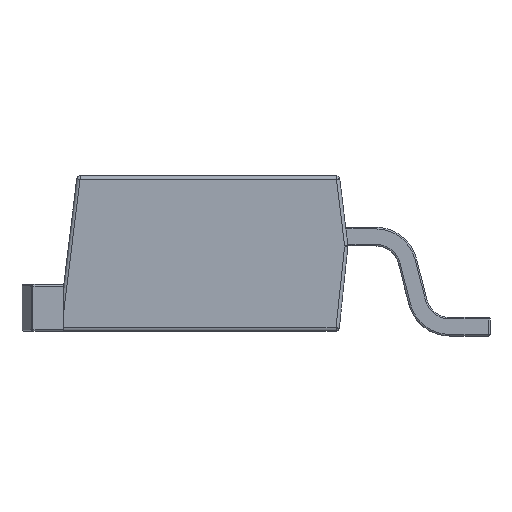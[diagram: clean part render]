
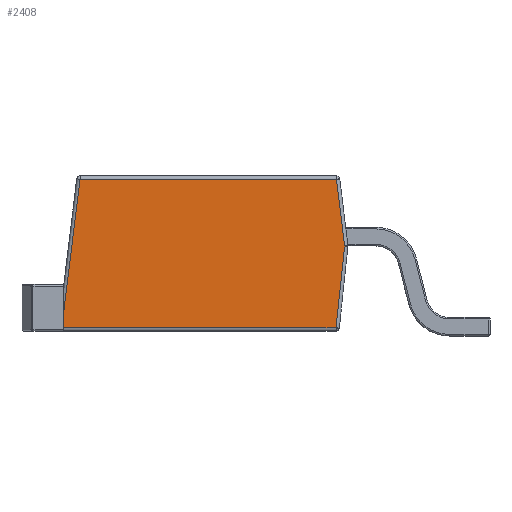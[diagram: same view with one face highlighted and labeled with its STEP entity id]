
A CAD part, left-side view. The second image highlights one B-rep face of the part: STEP entity #2408.
In plain terms, the highlighted planar face has unit normal (-1, 0, 0).
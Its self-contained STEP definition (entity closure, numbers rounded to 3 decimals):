
#477 = DIRECTION ( 'NONE',  ( 0., 0., -1. ) ) ;
#780 = CARTESIAN_POINT ( 'NONE',  ( -5.08, -3.963, 4.826 ) ) ;
#892 = FACE_OUTER_BOUND ( 'NONE', #9381, .T. ) ;
#1228 = VERTEX_POINT ( 'NONE', #6079 ) ;
#1687 = PLANE ( 'NONE',  #1820 ) ;
#1820 = AXIS2_PLACEMENT_3D ( 'NONE', #11164, #10033, #477 ) ;
#1896 = CARTESIAN_POINT ( 'NONE',  ( -5.08, -4.442, 4.857 ) ) ;
#2215 = ORIENTED_EDGE ( 'NONE', *, *, #14682, .T. ) ;
#2408 = ADVANCED_FACE ( 'NONE', ( #892 ), #1687, .F. ) ;
#2419 = VECTOR ( 'NONE', #11321, 1000. ) ;
#2611 = LINE ( 'NONE', #13528, #13632 ) ;
#2853 = DIRECTION ( 'NONE',  ( 0., 0., -1. ) ) ;
#2874 = ORIENTED_EDGE ( 'NONE', *, *, #5009, .T. ) ;
#3141 = VECTOR ( 'NONE', #2853, 1000. ) ;
#3146 = ORIENTED_EDGE ( 'NONE', *, *, #9364, .T. ) ;
#3339 = CARTESIAN_POINT ( 'NONE',  ( -5.08, 4.32, 0.749 ) ) ;
#3659 = VERTEX_POINT ( 'NONE', #12345 ) ;
#4829 = CARTESIAN_POINT ( 'NONE',  ( -5.08, 4.32, 0.25 ) ) ;
#5009 = EDGE_CURVE ( 'NONE', #3659, #1228, #8620, .T. ) ;
#5469 = ORIENTED_EDGE ( 'NONE', *, *, #8345, .T. ) ;
#5479 = CARTESIAN_POINT ( 'NONE',  ( -5.08, -4.048, 0.25 ) ) ;
#5547 = ORIENTED_EDGE ( 'NONE', *, *, #8389, .T. ) ;
#6079 = CARTESIAN_POINT ( 'NONE',  ( -5.08, -3.97, 4.77 ) ) ;
#6514 = LINE ( 'NONE', #8757, #3141 ) ;
#6824 = DIRECTION ( 'NONE',  ( 0., -1., 0. ) ) ;
#6898 = VECTOR ( 'NONE', #10248, 1000. ) ;
#7241 = VERTEX_POINT ( 'NONE', #14851 ) ;
#7449 = DIRECTION ( 'NONE',  ( 0., 1., 0. ) ) ;
#8027 = VERTEX_POINT ( 'NONE', #4829 ) ;
#8066 = LINE ( 'NONE', #1896, #2419 ) ;
#8345 = EDGE_CURVE ( 'NONE', #1228, #9131, #2611, .T. ) ;
#8389 = EDGE_CURVE ( 'NONE', #7241, #3659, #8066, .T. ) ;
#8620 = LINE ( 'NONE', #780, #9925 ) ;
#8757 = CARTESIAN_POINT ( 'NONE',  ( -5.08, 4.32, 4.87 ) ) ;
#8991 = EDGE_CURVE ( 'NONE', #9131, #13343, #15100, .T. ) ;
#9131 = VERTEX_POINT ( 'NONE', #10932 ) ;
#9364 = EDGE_CURVE ( 'NONE', #13343, #8027, #6514, .T. ) ;
#9381 = EDGE_LOOP ( 'NONE', ( #3146, #2215, #5547, #2874, #5469, #11473 ) ) ;
#9543 = DIRECTION ( 'NONE',  ( 0., 0.122, 0.993 ) ) ;
#9925 = VECTOR ( 'NONE', #9543, 1000. ) ;
#10033 = DIRECTION ( 'NONE',  ( 1., 0., 0. ) ) ;
#10248 = DIRECTION ( 'NONE',  ( 0., 0.122, -0.993 ) ) ;
#10932 = CARTESIAN_POINT ( 'NONE',  ( -5.08, 3.826, 4.77 ) ) ;
#11164 = CARTESIAN_POINT ( 'NONE',  ( -5.08, -4.32, 4.87 ) ) ;
#11283 = CARTESIAN_POINT ( 'NONE',  ( -5.08, 3.693, 5.854 ) ) ;
#11321 = DIRECTION ( 'NONE',  ( 0., -0.105, 0.995 ) ) ;
#11473 = ORIENTED_EDGE ( 'NONE', *, *, #8991, .T. ) ;
#12345 = CARTESIAN_POINT ( 'NONE',  ( -5.08, -4.219, 2.739 ) ) ;
#13343 = VERTEX_POINT ( 'NONE', #3339 ) ;
#13470 = VECTOR ( 'NONE', #6824, 1000. ) ;
#13528 = CARTESIAN_POINT ( 'NONE',  ( -5.08, -4.32, 4.77 ) ) ;
#13632 = VECTOR ( 'NONE', #7449, 1000. ) ;
#14054 = LINE ( 'NONE', #5479, #13470 ) ;
#14682 = EDGE_CURVE ( 'NONE', #8027, #7241, #14054, .T. ) ;
#14851 = CARTESIAN_POINT ( 'NONE',  ( -5.08, -3.958, 0.25 ) ) ;
#15100 = LINE ( 'NONE', #11283, #6898 ) ;
